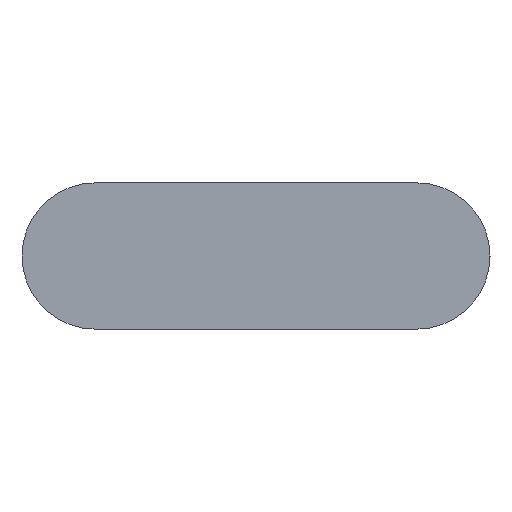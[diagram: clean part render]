
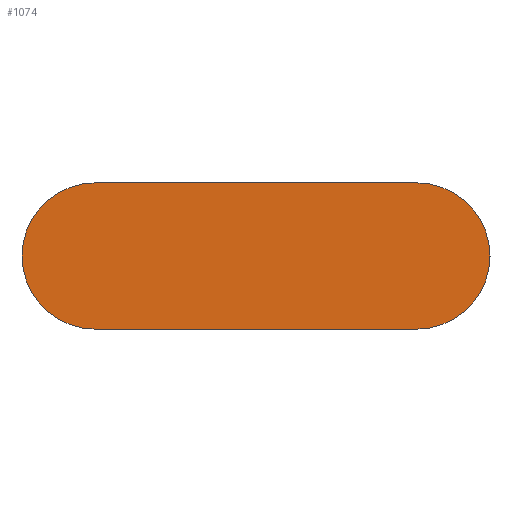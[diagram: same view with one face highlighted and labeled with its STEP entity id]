
A CAD part, left-side view. The second image highlights one B-rep face of the part: STEP entity #1074.
In plain terms, the highlighted planar face has unit normal (-1, 0, 0).
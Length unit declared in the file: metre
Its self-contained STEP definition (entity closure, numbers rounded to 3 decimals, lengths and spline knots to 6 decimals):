
#50=PLANE('',#1192);
#80=CIRCLE('',#1134,0.0075);
#109=CIRCLE('',#1190,0.0075);
#330=ORIENTED_EDGE('',*,*,#489,.T.);
#331=ORIENTED_EDGE('',*,*,#567,.F.);
#332=ORIENTED_EDGE('',*,*,#564,.F.);
#333=ORIENTED_EDGE('',*,*,#561,.T.);
#489=EDGE_CURVE('',#645,#644,#80,.T.);
#561=EDGE_CURVE('',#694,#645,#780,.T.);
#564=EDGE_CURVE('',#694,#695,#109,.T.);
#567=EDGE_CURVE('',#695,#644,#783,.T.);
#644=VERTEX_POINT('',#1651);
#645=VERTEX_POINT('',#1653);
#694=VERTEX_POINT('',#1812);
#695=VERTEX_POINT('',#1821);
#780=LINE('',#1811,#868);
#783=LINE('',#1829,#871);
#868=VECTOR('',#1450,1.);
#871=VECTOR('',#1459,1.);
#934=EDGE_LOOP('',(#330,#331,#332,#333));
#996=FACE_BOUND('',#934,.T.);
#1074=ADVANCED_FACE('',(#996),#50,.T.);
#1134=AXIS2_PLACEMENT_3D('',#1652,#1301,#1302);
#1190=AXIS2_PLACEMENT_3D('',#1820,#1454,#1455);
#1192=AXIS2_PLACEMENT_3D('',#1830,#1460,#1461);
#1301=DIRECTION('',(-1.,0.,0.));
#1302=DIRECTION('',(0.,0.,-1.));
#1450=DIRECTION('',(0.,-1.,0.));
#1454=DIRECTION('',(1.,0.,0.));
#1455=DIRECTION('',(0.,0.,-1.));
#1459=DIRECTION('',(0.,-1.,0.));
#1460=DIRECTION('',(-1.,0.,0.));
#1461=DIRECTION('',(0.,1.,0.));
#1651=CARTESIAN_POINT('',(-0.044,-0.033,0.113));
#1652=CARTESIAN_POINT('',(-0.044,-0.033,0.1055));
#1653=CARTESIAN_POINT('',(-0.044,-0.033,0.098));
#1811=CARTESIAN_POINT('',(-0.044,-0.00825,0.098));
#1812=CARTESIAN_POINT('',(-0.044,0.,0.098));
#1820=CARTESIAN_POINT('',(-0.044,0.,0.1055));
#1821=CARTESIAN_POINT('',(-0.044,0.,0.113));
#1829=CARTESIAN_POINT('',(-0.044,-0.00825,0.113));
#1830=CARTESIAN_POINT('',(-0.044,-0.0165,0.105));
